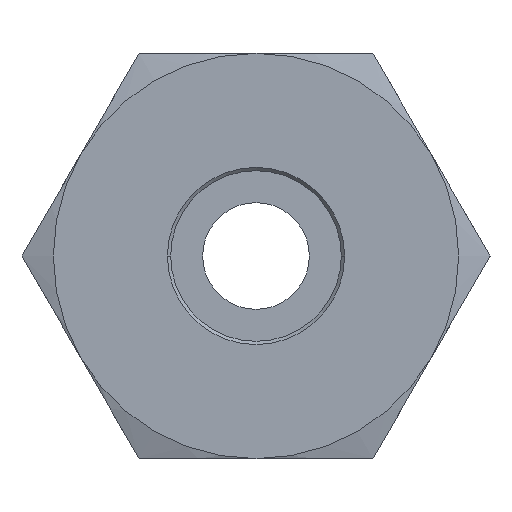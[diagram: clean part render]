
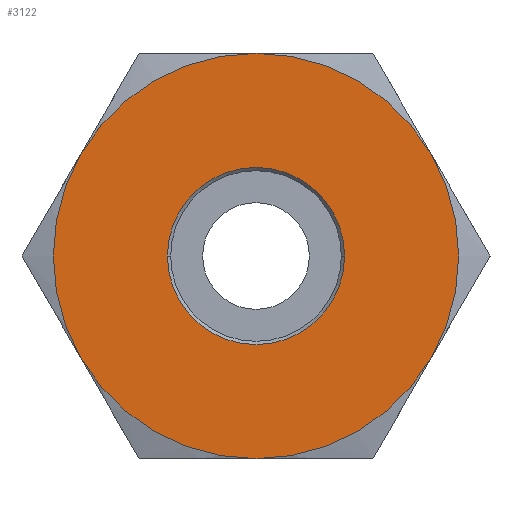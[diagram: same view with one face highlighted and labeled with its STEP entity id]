
A CAD part, left-side view. The second image highlights one B-rep face of the part: STEP entity #3122.
In plain terms, the highlighted planar face has unit normal (-1, 0, 0).
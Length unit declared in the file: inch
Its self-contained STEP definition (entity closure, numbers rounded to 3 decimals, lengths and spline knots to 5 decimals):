
#844=CARTESIAN_POINT('',(-1.01969,0.,0.));
#845=DIRECTION('',(-1.,0.,0.));
#846=DIRECTION('',(0.,-0.866,-0.5));
#847=AXIS2_PLACEMENT_3D('',#844,#845,#846);
#849=CARTESIAN_POINT('',(-1.01969,0.,0.));
#850=DIRECTION('',(-1.,0.,0.));
#851=DIRECTION('',(0.,0.,-1.));
#852=AXIS2_PLACEMENT_3D('',#849,#850,#851);
#854=CARTESIAN_POINT('',(-1.01969,0.,0.));
#855=DIRECTION('',(-1.,0.,0.));
#856=DIRECTION('',(0.,0.866,-0.5));
#857=AXIS2_PLACEMENT_3D('',#854,#855,#856);
#859=CARTESIAN_POINT('',(-1.01969,0.,0.));
#860=DIRECTION('',(-1.,0.,0.));
#861=DIRECTION('',(0.,1.,0.));
#862=AXIS2_PLACEMENT_3D('',#859,#860,#861);
#864=CARTESIAN_POINT('',(-1.01969,0.,0.));
#865=DIRECTION('',(-1.,0.,0.));
#866=DIRECTION('',(0.,0.866,0.5));
#867=AXIS2_PLACEMENT_3D('',#864,#865,#866);
#869=CARTESIAN_POINT('',(-1.01969,0.,0.));
#870=DIRECTION('',(-1.,0.,0.));
#871=DIRECTION('',(0.,0.,1.));
#872=AXIS2_PLACEMENT_3D('',#869,#870,#871);
#874=CARTESIAN_POINT('',(-1.01969,0.,0.));
#875=DIRECTION('',(-1.,0.,0.));
#876=DIRECTION('',(0.,-0.866,0.5));
#877=AXIS2_PLACEMENT_3D('',#874,#875,#876);
#879=CARTESIAN_POINT('',(-1.01969,0.,0.));
#880=DIRECTION('',(1.,0.,0.));
#881=DIRECTION('',(0.,-1.,0.));
#882=AXIS2_PLACEMENT_3D('',#879,#880,#881);
#884=CARTESIAN_POINT('',(-1.01969,0.,0.));
#885=DIRECTION('',(1.,0.,0.));
#886=DIRECTION('',(0.,1.,0.));
#887=AXIS2_PLACEMENT_3D('',#884,#885,#886);
#889=CARTESIAN_POINT('',(-1.01969,-0.32391,
-0.18701));
#1050=CARTESIAN_POINT('',(-1.01969,-0.32391,
0.18701));
#1102=CARTESIAN_POINT('',(-1.01969,0.,0.37402));
#1135=CARTESIAN_POINT('',(-1.01969,0.32391,
0.18701));
#1569=CARTESIAN_POINT('',(-1.01969,0.32391,
-0.18701));
#1591=CARTESIAN_POINT('',(-1.01969,0.,-0.37402));
#1784=VERTEX_POINT('',#1569);
#1792=VERTEX_POINT('',#1102);
#1797=VERTEX_POINT('',#1135);
#1800=VERTEX_POINT('',#1050);
#1804=VERTEX_POINT('',#889);
#1807=VERTEX_POINT('',#1591);
#1810=CARTESIAN_POINT('',(-1.01969,0.37402,0.));
#1811=VERTEX_POINT('',#1810);
#1816=CARTESIAN_POINT('',(-1.01969,-0.16348,0.));
#1817=CARTESIAN_POINT('',(-1.01969,0.16348,0.));
#1818=VERTEX_POINT('',#1816);
#1819=VERTEX_POINT('',#1817);
#3096=CARTESIAN_POINT('',(-1.01969,-0.18701,0.));
#3097=DIRECTION('',(-1.,0.,0.));
#3098=DIRECTION('',(0.,0.,-1.));
#3099=AXIS2_PLACEMENT_3D('',#3096,#3097,#3098);
#3100=PLANE('',#3099);
#3102=ORIENTED_EDGE('',*,*,#3101,.F.);
#3104=ORIENTED_EDGE('',*,*,#3103,.F.);
#3106=ORIENTED_EDGE('',*,*,#3105,.F.);
#3108=ORIENTED_EDGE('',*,*,#3107,.F.);
#3110=ORIENTED_EDGE('',*,*,#3109,.F.);
#3112=ORIENTED_EDGE('',*,*,#3111,.F.);
#3114=ORIENTED_EDGE('',*,*,#3113,.F.);
#3115=EDGE_LOOP('',(#3102,#3104,#3106,#3108,#3110,#3112,#3114));
#3116=FACE_OUTER_BOUND('',#3115,.F.);
#3117=ORIENTED_EDGE('',*,*,#3079,.F.);
#3119=ORIENTED_EDGE('',*,*,#3118,.F.);
#3120=EDGE_LOOP('',(#3117,#3119));
#3121=FACE_BOUND('',#3120,.F.);
#3122=ADVANCED_FACE('',(#3116,#3121),#3100,.T.);
#848=CIRCLE('',#847,0.37402);
#853=CIRCLE('',#852,0.37402);
#858=CIRCLE('',#857,0.37402);
#863=CIRCLE('',#862,0.37402);
#868=CIRCLE('',#867,0.37402);
#873=CIRCLE('',#872,0.37402);
#878=CIRCLE('',#877,0.37402);
#883=CIRCLE('',#882,0.16348);
#888=CIRCLE('',#887,0.16348);
#3079=EDGE_CURVE('',#1818,#1819,#883,.T.);
#3101=EDGE_CURVE('',#1804,#1800,#848,.T.);
#3103=EDGE_CURVE('',#1807,#1804,#853,.T.);
#3105=EDGE_CURVE('',#1784,#1807,#858,.T.);
#3107=EDGE_CURVE('',#1811,#1784,#863,.T.);
#3109=EDGE_CURVE('',#1797,#1811,#868,.T.);
#3111=EDGE_CURVE('',#1792,#1797,#873,.T.);
#3113=EDGE_CURVE('',#1800,#1792,#878,.T.);
#3118=EDGE_CURVE('',#1819,#1818,#888,.T.);
